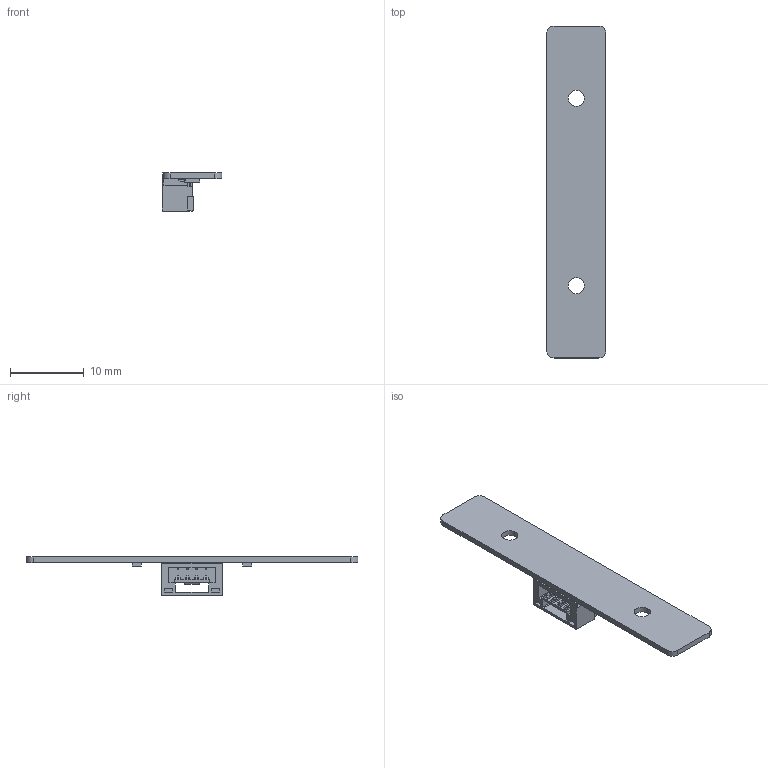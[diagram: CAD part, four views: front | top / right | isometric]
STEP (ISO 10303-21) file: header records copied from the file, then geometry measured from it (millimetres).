
FILE_DESCRIPTION(('Open CASCADE Model'),'2;1');
FILE_NAME('Open CASCADE Shape Model','2021-07-18T19:32:16',('Author'),( 'Open CASCADE'),'Open CASCADE STEP processor 6.8','Open CASCADE 6.8' ,'Unknown');
FILE_SCHEMA(('AUTOMOTIVE_DESIGN { 1 0 10303 214 1 1 1 1 }'));
Length unit declared in the file: millimetre
Products named in the file (8): PCB; Board; Open CASCADE STEP translator 6.8 1.1.1; R2; User_Library-R_0805; R1; P1; A1257WR-S-4P
Assembly tree (8 placements, depth 3):
  PCB
    Board
      Open CASCADE STEP translator 6.8 1.1.1
    R2
      User_Library-R_0805
    R1
      User_Library-R_0805
    P1
      A1257WR-S-4P
Bounding box: 8.1 x 45 x 5.17 mm (x, y, z)
Volume: 357.5 mm3; surface area: 1235.4 mm2
Topology: 16 solids, 16 shells, 411 faces, 1061 edges, 702 vertices
Faces by surface type: plane 313, bspline 84, cylinder 14
Full cylindrical faces by diameter (mm): 2.2 x2
Entity records: 12647 total; most frequent: CARTESIAN_POINT 4347, ORIENTED_EDGE 1636, DIRECTION 1324, EDGE_CURVE 818, LINE 706, VECTOR 706, VERTEX_POINT 540, FACE_BOUND 332
